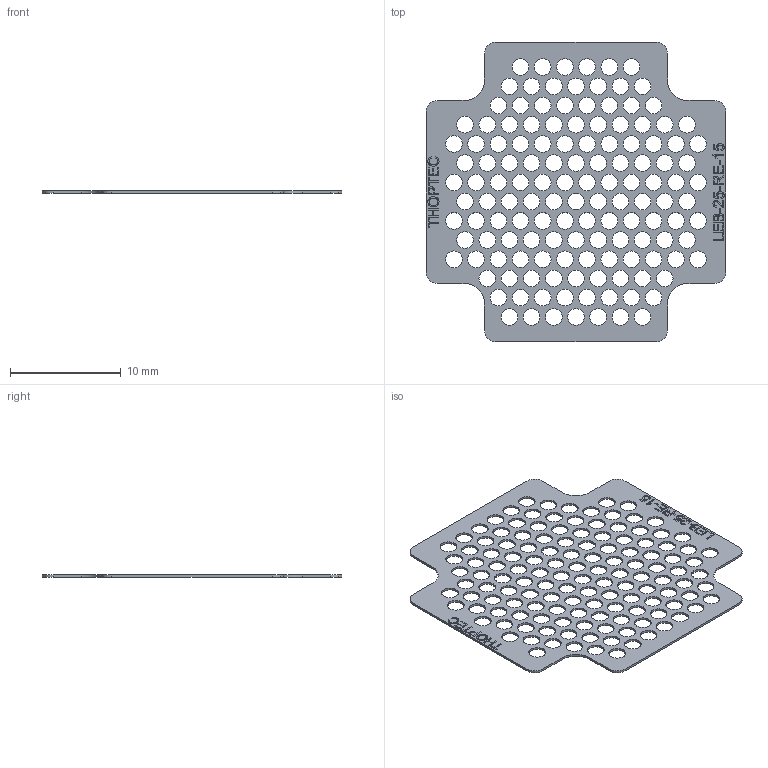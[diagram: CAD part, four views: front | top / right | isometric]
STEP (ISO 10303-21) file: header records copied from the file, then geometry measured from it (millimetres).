
FILE_DESCRIPTION((''),'2;1');
FILE_NAME('LEB-25-RE-15.stp','2014-09-01T11:55:40',(''),(''),'Mechanical Desktop.R8.0.24.0','Mechanical Desktop.R8.0.24.0',', , ');
FILE_SCHEMA(('CONFIG_CONTROL_DESIGN'));
Length unit declared in the file: millimetre
Products named in the file (2): LEB-25-RE-15A; LEB-25-RE-15
Assembly tree (1 placements, depth 2):
  LEB-25-RE-15A
    LEB-25-RE-15
Bounding box: 27 x 27 x 0.2 mm (x, y, z)
Volume: 75.5 mm3; surface area: 905.3 mm2
Topology: 1 solids, 1 shells, 610 faces, 1761 edges, 1185 vertices
Faces by surface type: cylinder 294, plane 173, bspline 143
Entity records: 21707 total; most frequent: CARTESIAN_POINT 5419, ORIENTED_EDGE 3504, DIRECTION 3004, EDGE_CURVE 1752, VERTEX_POINT 1168, AXIS2_PLACEMENT_3D 1061, EDGE_LOOP 908, VECTOR 882
